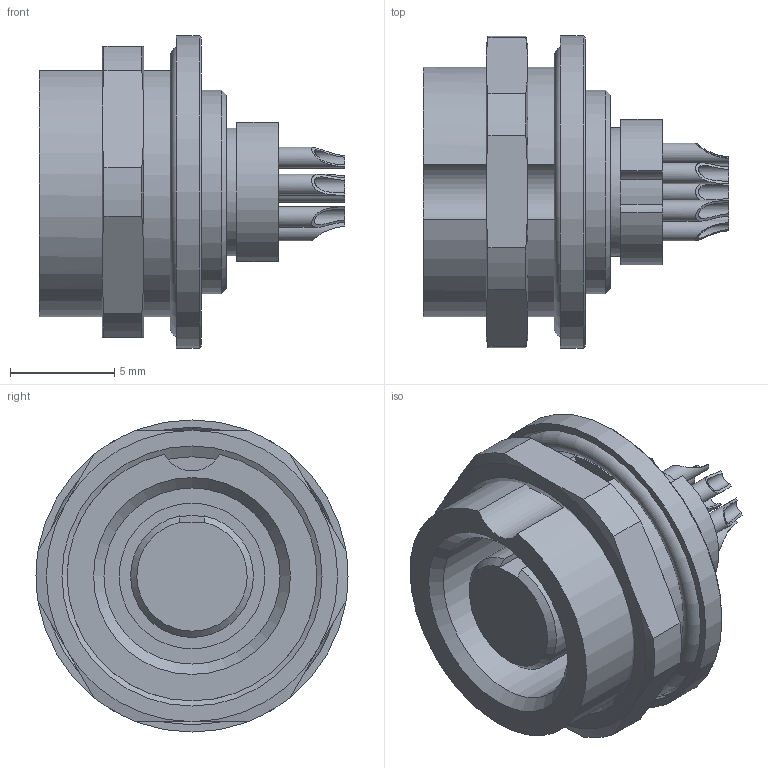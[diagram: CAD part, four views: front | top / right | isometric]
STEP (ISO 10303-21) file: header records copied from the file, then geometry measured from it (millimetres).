
FILE_DESCRIPTION(/* description */ (''),/* implementation_level */ '2;1');
FILE_NAME(/* name */ '09-0428-80-08_001_00.stp',/* time_stamp */ '2014-09-12T12:20:35+02:00',/* author */ (''),/* organization */ (''),/* preprocessor_version */ 'ST-DEVELOPER v14',/* originating_system */ 'SIEMENS PLM Software NX 8.0',/* authorisation */ '');
FILE_SCHEMA (('AUTOMOTIVE_DESIGN { 1 0 10303 214 3 1 1 1 }'));
Length unit declared in the file: millimetre
Products named in the file (1): sach1630CCA1rw7p
Bounding box: 14.7 x 15 x 15 mm (x, y, z)
Volume: 1045.7 mm3; surface area: 1598.3 mm2
Topology: 3 solids, 3 shells, 115 faces, 287 edges, 184 vertices
Faces by surface type: cylinder 50, plane 35, cone 26, torus 4
Full cylindrical faces by diameter (mm): 0.75 x8, 1 x8, 6.2 x1, 7 x1, 8.459 x1, 9.05 x1, 9.8 x1, 11.459 x1, 12 x1, 14.3 x1, 15 x1
Entity records: 3586 total; most frequent: CARTESIAN_POINT 1180, DIRECTION 510, ORIENTED_EDGE 414, AXIS2_PLACEMENT_3D 229, EDGE_CURVE 207, EDGE_LOOP 165, VERTEX_POINT 155, ADVANCED_FACE 115
